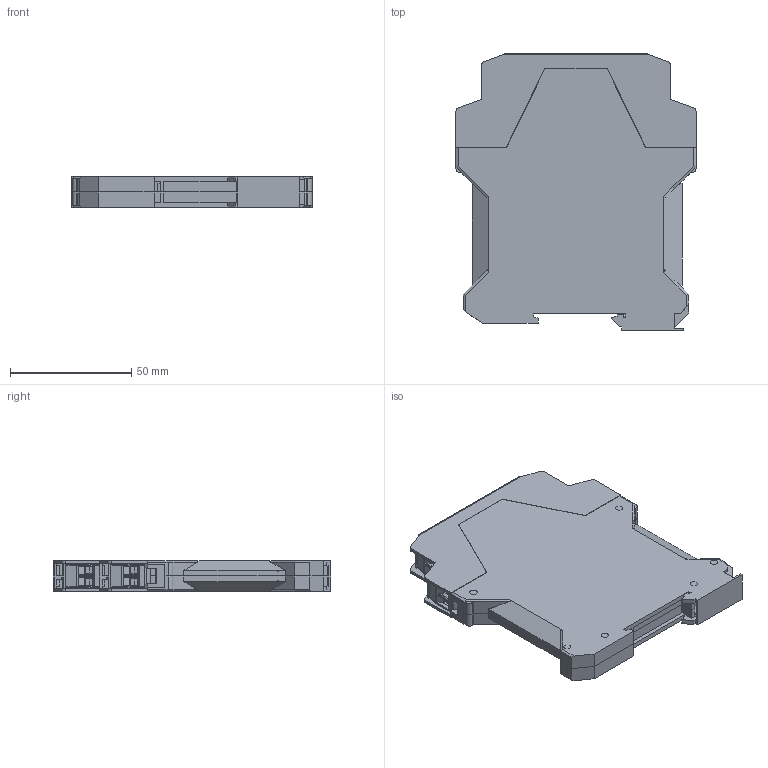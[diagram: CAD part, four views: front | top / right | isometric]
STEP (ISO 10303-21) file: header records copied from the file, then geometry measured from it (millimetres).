
FILE_DESCRIPTION((''),'2;1');
FILE_NAME('UME12_5','2024-02-23T',('dell'),(''),'PRO/ENGINEER BY PARAMETRIC TECHNOLOGY CORPORATION, 2013230','PRO/ENGINEER BY PARAMETRIC TECHNOLOGY CORPORATION, 2013230','');
FILE_SCHEMA(('AUTOMOTIVE_DESIGN { 1 0 10303 214 1 1 1 1 }'));
Products named in the file (1): UME12_5
Bounding box: 99 x 114.5 x 12.5 mm (x, y, z)
Volume: 34098.2 mm3; surface area: 66330.7 mm2
Topology: 8 solids, 23 shells, 3367 faces, 10474 edges, 7000 vertices
Faces by surface type: plane 2272, cylinder 892, bspline 107, cone 72, torus 24
Entity records: 146860 total; most frequent: CARTESIAN_POINT 53985, ORIENTED_EDGE 20944, DIRECTION 17265, EDGE_CURVE 10472, VECTOR 7459, LINE 7459, VERTEX_POINT 6999, AXIS2_PLACEMENT_3D 4903
